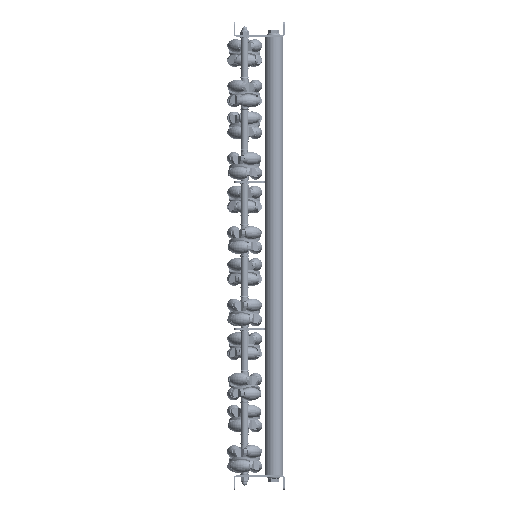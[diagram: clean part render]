
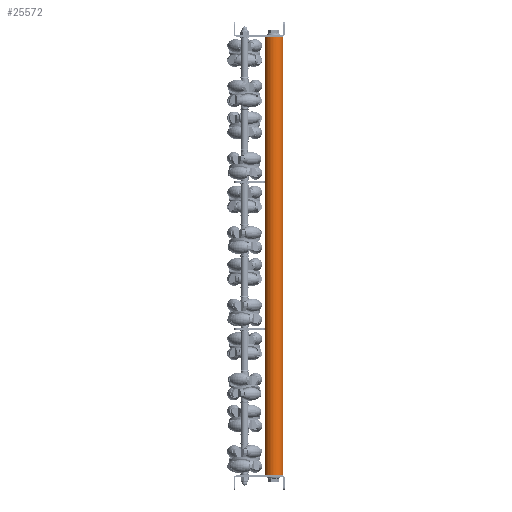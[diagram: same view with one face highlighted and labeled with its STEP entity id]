
A CAD part, left-side view. The second image highlights one B-rep face of the part: STEP entity #25572.
In plain terms, the highlighted cylindrical face has radius 12.5 mm (diameter 25 mm), a partial arc.
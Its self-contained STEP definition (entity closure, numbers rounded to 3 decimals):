
#27 = DIRECTION ( 'NONE',  ( 0., 0., -1. ) ) ;
#120 = FACE_OUTER_BOUND ( 'NONE', #3182, .T. ) ;
#260 = CARTESIAN_POINT ( 'NONE',  ( 599., 0., -12.5 ) ) ;
#924 = CARTESIAN_POINT ( 'NONE',  ( 600., 0., 12.5 ) ) ;
#1440 = CARTESIAN_POINT ( 'NONE',  ( 1., 0., 12.5 ) ) ;
#2190 = VERTEX_POINT ( 'NONE', #14098 ) ;
#3182 = EDGE_LOOP ( 'NONE', ( #22149, #25912, #28760, #21477 ) ) ;
#4102 = EDGE_CURVE ( 'NONE', #2190, #11388, #16235, .T. ) ;
#8590 = DIRECTION ( 'NONE',  ( -1., 0., 0. ) ) ;
#8675 = VECTOR ( 'NONE', #8590, 1000. ) ;
#9363 = DIRECTION ( 'NONE',  ( -1., 0., 0. ) ) ;
#9674 = DIRECTION ( 'NONE',  ( 1., 0., 0. ) ) ;
#10073 = CIRCLE ( 'NONE', #14370, 12.5 ) ;
#10689 = CARTESIAN_POINT ( 'NONE',  ( 600., 0., 0. ) ) ;
#11388 = VERTEX_POINT ( 'NONE', #1440 ) ;
#12369 = CARTESIAN_POINT ( 'NONE',  ( 1., 0., 0. ) ) ;
#13970 = EDGE_CURVE ( 'NONE', #11388, #17325, #17484, .T. ) ;
#14098 = CARTESIAN_POINT ( 'NONE',  ( 599., 0., 12.5 ) ) ;
#14370 = AXIS2_PLACEMENT_3D ( 'NONE', #23344, #20959, #27 ) ;
#16235 = LINE ( 'NONE', #924, #8675 ) ;
#17325 = VERTEX_POINT ( 'NONE', #22158 ) ;
#17484 = CIRCLE ( 'NONE', #21277, 12.5 ) ;
#17644 = EDGE_CURVE ( 'NONE', #23012, #17325, #21944, .T. ) ;
#18558 = VECTOR ( 'NONE', #9363, 1000. ) ;
#18675 = EDGE_CURVE ( 'NONE', #23012, #2190, #10073, .T. ) ;
#18972 = DIRECTION ( 'NONE',  ( 0., 0., 1. ) ) ;
#20959 = DIRECTION ( 'NONE',  ( -1., 0., 0. ) ) ;
#21058 = DIRECTION ( 'NONE',  ( -1., 0., 0. ) ) ;
#21216 = CYLINDRICAL_SURFACE ( 'NONE', #25514, 12.5 ) ;
#21277 = AXIS2_PLACEMENT_3D ( 'NONE', #12369, #9674, #27539 ) ;
#21477 = ORIENTED_EDGE ( 'NONE', *, *, #13970, .T. ) ;
#21944 = LINE ( 'NONE', #32479, #18558 ) ;
#22149 = ORIENTED_EDGE ( 'NONE', *, *, #17644, .F. ) ;
#22158 = CARTESIAN_POINT ( 'NONE',  ( 1., 0., -12.5 ) ) ;
#23012 = VERTEX_POINT ( 'NONE', #260 ) ;
#23344 = CARTESIAN_POINT ( 'NONE',  ( 599., 0., 0. ) ) ;
#25514 = AXIS2_PLACEMENT_3D ( 'NONE', #10689, #21058, #18972 ) ;
#25572 = ADVANCED_FACE ( 'NONE', ( #120 ), #21216, .T. ) ;
#25912 = ORIENTED_EDGE ( 'NONE', *, *, #18675, .T. ) ;
#27539 = DIRECTION ( 'NONE',  ( 0., 0., -1. ) ) ;
#28760 = ORIENTED_EDGE ( 'NONE', *, *, #4102, .T. ) ;
#32479 = CARTESIAN_POINT ( 'NONE',  ( 600., 0., -12.5 ) ) ;
